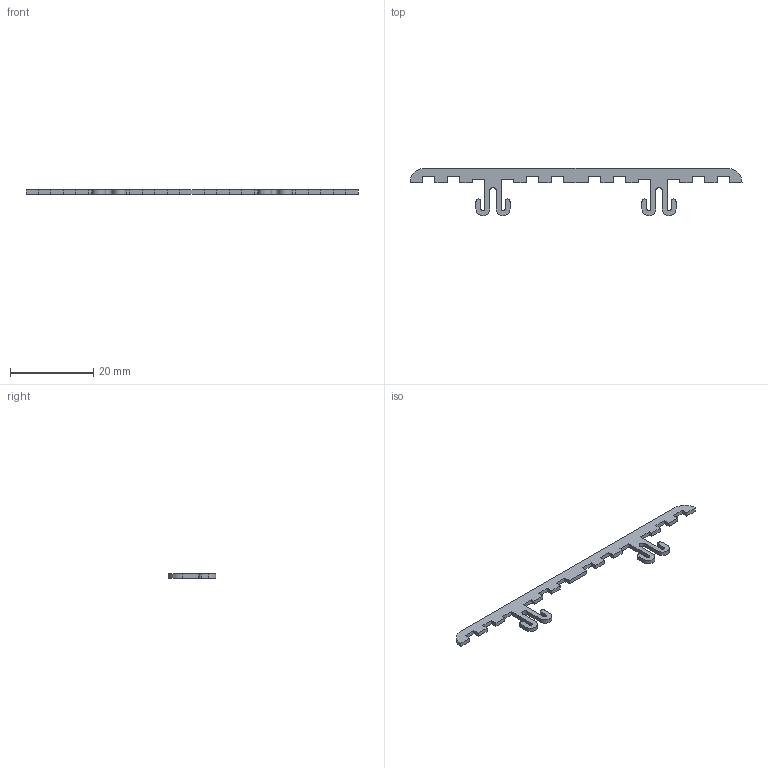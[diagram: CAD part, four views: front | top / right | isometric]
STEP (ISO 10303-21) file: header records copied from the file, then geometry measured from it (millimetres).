
FILE_DESCRIPTION((''),'2;1');
FILE_NAME('SP036_extern.ipt.step','2007-09-10T15:08:11',(''),(''),'Autodesk Inventor 11','Autodesk Inventor 11','');
FILE_SCHEMA(('AUTOMOTIVE_DESIGN { 1 0 10303 214 1 1 1 1 }'));
Length unit declared in the file: millimetre
Products named in the file (1): SP036_extern
Bounding box: 80 x 11.45 x 1 mm (x, y, z)
Volume: 291.1 mm3; surface area: 864 mm2
Topology: 1 solids, 1 shells, 78 faces, 228 edges, 152 vertices
Faces by surface type: plane 62, cylinder 16
Entity records: 2587 total; most frequent: CARTESIAN_POINT 459, ORIENTED_EDGE 456, DIRECTION 418, EDGE_CURVE 228, VECTOR 196, LINE 196, VERTEX_POINT 152, AXIS2_PLACEMENT_3D 111
